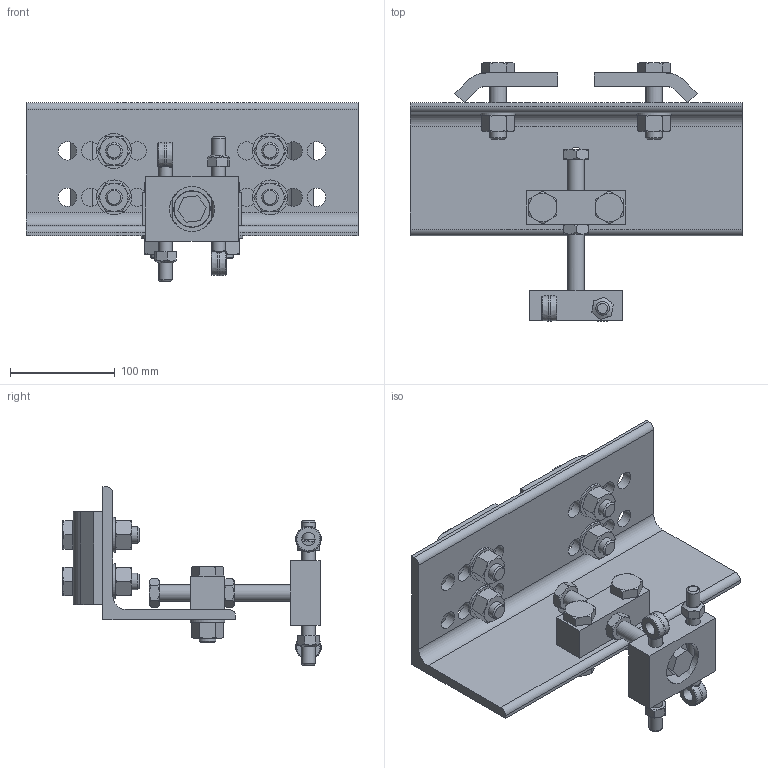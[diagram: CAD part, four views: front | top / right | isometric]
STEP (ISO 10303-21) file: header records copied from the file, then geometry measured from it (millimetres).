
FILE_DESCRIPTION((''),'2;1');
FILE_NAME('25472.stp','2009-10-15T07:19:47',('jholman'),(''),'Autodesk Inventor 2009','Autodesk Inventor 2009','');
FILE_SCHEMA(('AUTOMOTIVE_DESIGN { 1 0 10303 214 1 1 1 1 }'));
Length unit declared in the file: inch
Products named in the file (16): 3D11U8F4D; 3D11J7F4D; 3D11F7F4C; 3D11H7F4B; Heavy Hex Structural Bolt - Inch 5/8-11 UNC - 2.5; Plain Washer (Inch) 5/8 - narrow - Type A; Heavy Hex Nut - Inch 5/8 - 11; 3D11N7F4A; 3D11BOD4B; 3D11GIB4B; 3D1139B4B; 3D11JIB4A; 3D1104B4A; Type A - Plain Washer (Inch) 5/8 - narrow - Type A; 3D115FD4B; Prevailing Torque Type Hex Nut - UNC (Regular Thread - Inch)  (IFI) 1/2 - 13 Metal Type
Assembly tree (33 placements, depth 3):
  3D11U8F4D
    3D11J7F4D
      3D11F7F4C
      3D11H7F4B  x2
      Heavy Hex Structural Bolt - Inch 5/8-11 UNC - 2.5  x4
      Plain Washer (Inch) 5/8 - narrow - Type A  x4
      Heavy Hex Nut - Inch 5/8 - 11  x4
    3D11N7F4A
    3D11BOD4B
    3D11GIB4B
    3D1139B4B
    3D11JIB4A
    3D1104B4A  x2
    Heavy Hex Structural Bolt - Inch 5/8-11 UNC - 2.5  x2
    Heavy Hex Nut - Inch 5/8 - 11  x2
    Type A - Plain Washer (Inch) 5/8 - narrow - Type A  x2
    3D115FD4B  x2
    Prevailing Torque Type Hex Nut - UNC (Regular Thread - Inch)  (IFI) 1/2 - 13 Metal Type  x2
Bounding box: 317.5 x 247.33 x 170.66 mm (x, y, z)
Volume: 1358084.7 mm3; surface area: 346559.8 mm2
Topology: 32 solids, 32 shells, 688 faces, 1567 edges, 938 vertices
Faces by surface type: plane 206, cone 199, bspline 168, cylinder 73, sphere 24, torus 18
Full cylindrical faces by diameter (mm): 3.969 x1, 12.7 x2, 15.875 x7, 16.307 x6, 16.662 x6, 17.463 x8, 22.009 x1, 24.289 x6, 33.325 x6, 34.925 x1
Entity records: 12067 total; most frequent: CARTESIAN_POINT 5436, DIRECTION 1235, ORIENTED_EDGE 1198, EDGE_CURVE 599, AXIS2_PLACEMENT_3D 549, EDGE_LOOP 437, VERTEX_POINT 398, CIRCLE 298
